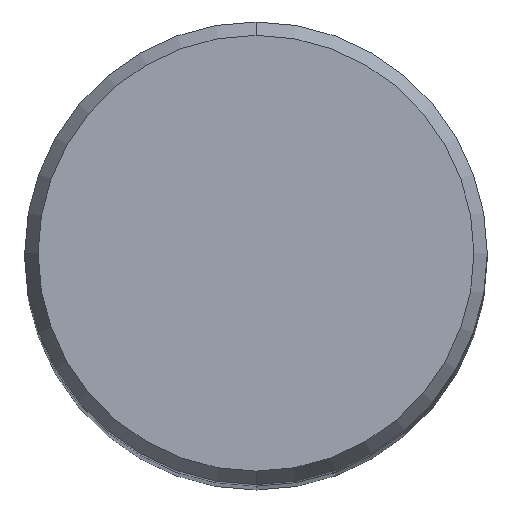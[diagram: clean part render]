
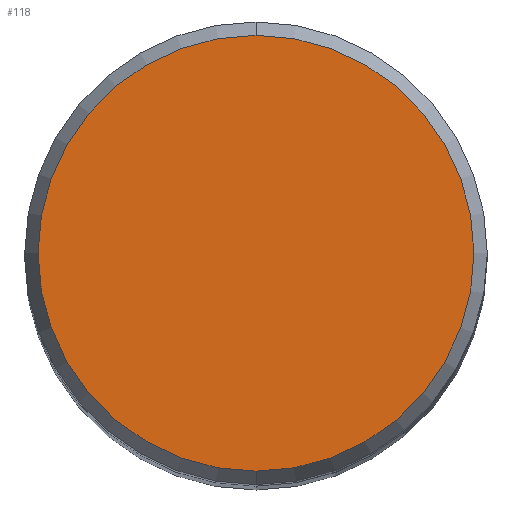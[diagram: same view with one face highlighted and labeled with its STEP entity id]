
A CAD part, top view. The second image highlights one B-rep face of the part: STEP entity #118.
In plain terms, the highlighted planar face has unit normal (0, 0, 1).
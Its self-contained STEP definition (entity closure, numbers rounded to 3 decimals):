
#90=VERTEX_POINT('',#213);
#92=EDGE_CURVE('',#146,#90,#215,.T.);
#118=ADVANCED_FACE('',(#242),#243,.T.);
#146=VERTEX_POINT('',#276);
#170=EDGE_CURVE('',#90,#146,#305,.T.);
#213=CARTESIAN_POINT('',(0.,-14.958,0.01));
#215=CIRCLE('',#343,14.958);
#242=FACE_OUTER_BOUND('',#379,.T.);
#243=PLANE('',#380);
#276=CARTESIAN_POINT('',(0.0,14.958,0.01));
#305=CIRCLE('',#454,14.958);
#343=AXIS2_PLACEMENT_3D('',#490,#491,#492);
#379=EDGE_LOOP('',(#519,#520));
#380=AXIS2_PLACEMENT_3D('',#521,#522,#523);
#454=AXIS2_PLACEMENT_3D('',#613,#614,#615);
#490=CARTESIAN_POINT('',(0.0,0.0,0.01));
#491=DIRECTION('',(0.0,0.0,-1.0));
#492=DIRECTION('',(0.0,1.0,0.0));
#519=ORIENTED_EDGE('',*,*,#92,.F.);
#520=ORIENTED_EDGE('',*,*,#170,.F.);
#521=CARTESIAN_POINT('',(0.0,7.479,0.01));
#522=DIRECTION('',(-0.0,0.0,1.0));
#523=DIRECTION('',(0.0,-1.0,0.0));
#613=CARTESIAN_POINT('',(0.0,0.0,0.01));
#614=DIRECTION('',(0.0,0.0,-1.0));
#615=DIRECTION('',(0.0,1.0,0.0));
